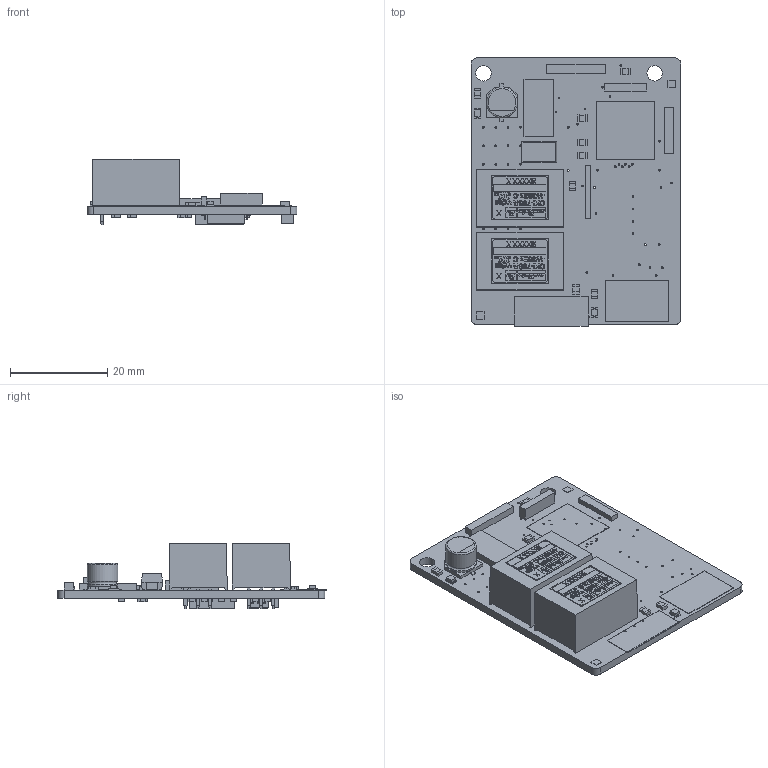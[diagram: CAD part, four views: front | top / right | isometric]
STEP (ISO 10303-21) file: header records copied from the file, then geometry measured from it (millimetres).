
FILE_DESCRIPTION(/* description */ (''),/* implementation_level */ '2;1');
FILE_NAME(/* name */ 'b319de8f-3d31-4c35-a961-bd14fb87c5c8.zip.stp',/* time_stamp */ '2019-03-29T07:57:15+00:00',/* author */ (''),/* organization */ (''),/* preprocessor_version */ 'ST-DEVELOPER v17.2',/* originating_system */ 'Autodesk Translation Framework v7.6.0.251',/* authorisation */ '');
FILE_SCHEMA (('AUTOMOTIVE_DESIGN { 1 0 10303 214 3 1 1 }'));
Products named in the file (22): 20180608-iot; PCB Component; Board; STM32F405RGT; HC_05; CT7343; 4k7; CHIP-LED0805; MCP2551SN; 2X5-EDGE_SMD; TLP2735; 1X04; 100nF; TACTILE_SWITCH_SMD_6.0X3.5MM; SWS001; LD117ADT-TR; 153CLV-0605; 1X05; TLP283-4; OKI-78SR; FID_60MIL; SMD1,27-2,54
Assembly tree (46 placements, depth 3):
  20180608-iot
    PCB Component
      Board
      STM32F405RGT
      HC_05
      CT7343
      4k7  x14
      CHIP-LED0805  x2
      MCP2551SN
      2X5-EDGE_SMD
      TLP2735
      1X04
      100nF  x9
      TACTILE_SWITCH_SMD_6.0X3.5MM
      SWS001
      LD117ADT-TR
      153CLV-0605
      1X05
      TLP283-4
      OKI-78SR  x2
      FID_60MIL  x2
      SMD1,27-2,54  x2
Bounding box: 43.18 x 55.2 x 13.49 mm (x, y, z)
Volume: 8658.3 mm3; surface area: 12773 mm2
Topology: 51 solids, 51 shells, 2516 faces, 6755 edges, 4476 vertices
Faces by surface type: plane 1631, bspline 508, cylinder 375, torus 2
Full cylindrical faces by diameter (mm): 0.254 x1, 0.259 x2, 0.289 x2, 0.3 x1, 0.35 x81, 0.5 x4, 1.016 x9, 1.105 x6, 3.175 x2, 6.3 x2
Entity records: 50593 total; most frequent: CARTESIAN_POINT 16791, ORIENTED_EDGE 6922, DIRECTION 5813, EDGE_CURVE 3461, LINE 2431, VECTOR 2431, VERTEX_POINT 2289, AXIS2_PLACEMENT_3D 1691
